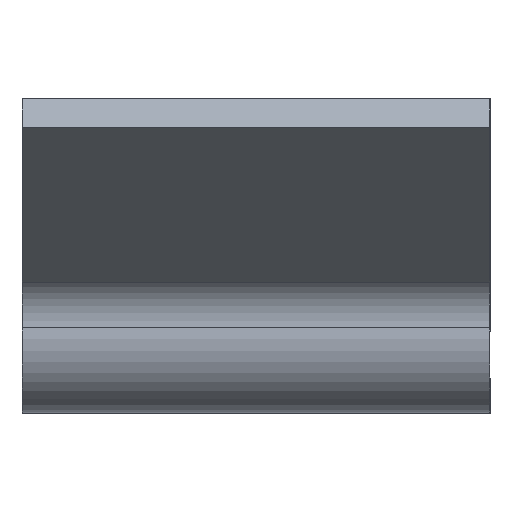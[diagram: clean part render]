
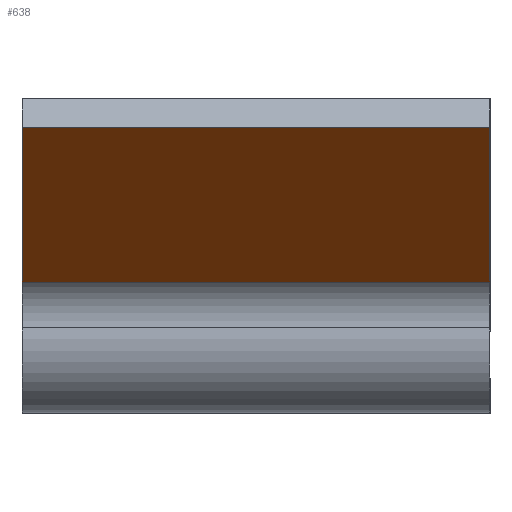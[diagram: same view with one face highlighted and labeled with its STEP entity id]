
A CAD part, left-side view. The second image highlights one B-rep face of the part: STEP entity #638.
In plain terms, the highlighted planar face has unit normal (-0.643, 0, -0.766).
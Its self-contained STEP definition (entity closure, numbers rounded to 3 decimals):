
#25 = LINE ( 'NONE', #347, #115 ) ;
#53 = LINE ( 'NONE', #694, #606 ) ;
#66 = VERTEX_POINT ( 'NONE', #604 ) ;
#115 = VECTOR ( 'NONE', #346, 1000. ) ;
#116 = ORIENTED_EDGE ( 'NONE', *, *, #428, .T. ) ;
#124 = DIRECTION ( 'NONE',  ( 0.766, 0., -0.643 ) ) ;
#126 = LINE ( 'NONE', #636, #202 ) ;
#129 = ORIENTED_EDGE ( 'NONE', *, *, #130, .T. ) ;
#130 = EDGE_CURVE ( 'NONE', #410, #66, #53, .T. ) ;
#141 = AXIS2_PLACEMENT_3D ( 'NONE', #594, #231, #298 ) ;
#156 = EDGE_CURVE ( 'NONE', #577, #543, #126, .T. ) ;
#165 = VECTOR ( 'NONE', #757, 1000. ) ;
#170 = CARTESIAN_POINT ( 'NONE',  ( -5.735, 10., 3.107 ) ) ;
#179 = CARTESIAN_POINT ( 'NONE',  ( -1.799, 21.829, -0.196 ) ) ;
#202 = VECTOR ( 'NONE', #124, 1000. ) ;
#215 = ORIENTED_EDGE ( 'NONE', *, *, #613, .F. ) ;
#231 = DIRECTION ( 'NONE',  ( -0.643, 0., -0.766 ) ) ;
#295 = DIRECTION ( 'NONE',  ( 0.766, 0., -0.643 ) ) ;
#298 = DIRECTION ( 'NONE',  ( -0.766, 0., 0.643 ) ) ;
#339 = CARTESIAN_POINT ( 'NONE',  ( -1.799, 0., -0.196 ) ) ;
#346 = DIRECTION ( 'NONE',  ( 0., -1., 0. ) ) ;
#347 = CARTESIAN_POINT ( 'NONE',  ( -5.735, 21.829, 3.107 ) ) ;
#388 = CARTESIAN_POINT ( 'NONE',  ( -5.735, 0., 3.107 ) ) ;
#410 = VERTEX_POINT ( 'NONE', #170 ) ;
#428 = EDGE_CURVE ( 'NONE', #66, #543, #782, .T. ) ;
#527 = ORIENTED_EDGE ( 'NONE', *, *, #156, .F. ) ;
#543 = VERTEX_POINT ( 'NONE', #339 ) ;
#577 = VERTEX_POINT ( 'NONE', #388 ) ;
#594 = CARTESIAN_POINT ( 'NONE',  ( -0.839, 21.829, -1. ) ) ;
#604 = CARTESIAN_POINT ( 'NONE',  ( -1.799, 10., -0.196 ) ) ;
#606 = VECTOR ( 'NONE', #295, 1000. ) ;
#613 = EDGE_CURVE ( 'NONE', #410, #577, #25, .T. ) ;
#622 = FACE_OUTER_BOUND ( 'NONE', #632, .T. ) ;
#632 = EDGE_LOOP ( 'NONE', ( #215, #129, #116, #527 ) ) ;
#636 = CARTESIAN_POINT ( 'NONE',  ( -0.839, 0., -1. ) ) ;
#638 = ADVANCED_FACE ( 'NONE', ( #622 ), #729, .T. ) ;
#694 = CARTESIAN_POINT ( 'NONE',  ( -0.839, 10., -1. ) ) ;
#729 = PLANE ( 'NONE',  #141 ) ;
#757 = DIRECTION ( 'NONE',  ( 0., -1., 0. ) ) ;
#782 = LINE ( 'NONE', #179, #165 ) ;
